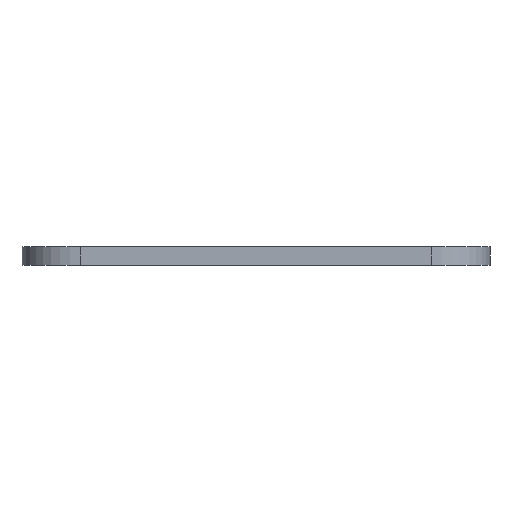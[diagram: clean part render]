
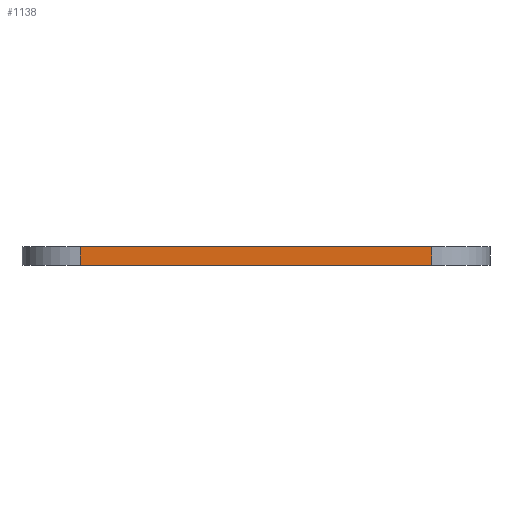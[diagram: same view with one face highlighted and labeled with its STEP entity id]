
A CAD part, left-side view. The second image highlights one B-rep face of the part: STEP entity #1138.
In plain terms, the highlighted planar face has unit normal (-1, 0, 0).
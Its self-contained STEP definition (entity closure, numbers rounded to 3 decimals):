
#43 = EDGE_CURVE ( 'NONE', #1135, #1005, #409, .T. ) ;
#72 = ORIENTED_EDGE ( 'NONE', *, *, #568, .T. ) ;
#82 = LINE ( 'NONE', #429, #1115 ) ;
#84 = CARTESIAN_POINT ( 'NONE',  ( -40., 40., 3.2 ) ) ;
#95 = EDGE_CURVE ( 'NONE', #1233, #1005, #82, .T. ) ;
#102 = CARTESIAN_POINT ( 'NONE',  ( -40., -30., 0. ) ) ;
#153 = LINE ( 'NONE', #247, #1184 ) ;
#166 = CARTESIAN_POINT ( 'NONE',  ( -40., -30., 3.2 ) ) ;
#215 = CARTESIAN_POINT ( 'NONE',  ( -40., 30., 3.2 ) ) ;
#247 = CARTESIAN_POINT ( 'NONE',  ( -40., 40., 0. ) ) ;
#281 = PLANE ( 'NONE',  #1077 ) ;
#349 = DIRECTION ( 'NONE',  ( 0., -1., 0. ) ) ;
#409 = LINE ( 'NONE', #1127, #678 ) ;
#423 = DIRECTION ( 'NONE',  ( 0., -1., 0. ) ) ;
#429 = CARTESIAN_POINT ( 'NONE',  ( -40., -30., 3.2 ) ) ;
#473 = CARTESIAN_POINT ( 'NONE',  ( -40., 30., 0. ) ) ;
#568 = EDGE_CURVE ( 'NONE', #1135, #968, #1248, .T. ) ;
#584 = DIRECTION ( 'NONE',  ( 1., 0., 0. ) ) ;
#631 = DIRECTION ( 'NONE',  ( 0., 0., 1. ) ) ;
#678 = VECTOR ( 'NONE', #423, 1000. ) ;
#699 = ORIENTED_EDGE ( 'NONE', *, *, #43, .F. ) ;
#826 = DIRECTION ( 'NONE',  ( 0., 0., -1. ) ) ;
#865 = EDGE_CURVE ( 'NONE', #968, #1233, #153, .T. ) ;
#896 = EDGE_LOOP ( 'NONE', ( #958, #1212, #699, #72 ) ) ;
#948 = FACE_OUTER_BOUND ( 'NONE', #896, .T. ) ;
#958 = ORIENTED_EDGE ( 'NONE', *, *, #865, .T. ) ;
#968 = VERTEX_POINT ( 'NONE', #473 ) ;
#1005 = VERTEX_POINT ( 'NONE', #166 ) ;
#1077 = AXIS2_PLACEMENT_3D ( 'NONE', #84, #584, #1290 ) ;
#1115 = VECTOR ( 'NONE', #631, 1000. ) ;
#1127 = CARTESIAN_POINT ( 'NONE',  ( -40., 40., 3.2 ) ) ;
#1135 = VERTEX_POINT ( 'NONE', #1285 ) ;
#1138 = ADVANCED_FACE ( 'NONE', ( #948 ), #281, .F. ) ;
#1184 = VECTOR ( 'NONE', #349, 1000. ) ;
#1212 = ORIENTED_EDGE ( 'NONE', *, *, #95, .T. ) ;
#1233 = VERTEX_POINT ( 'NONE', #102 ) ;
#1248 = LINE ( 'NONE', #215, #1288 ) ;
#1285 = CARTESIAN_POINT ( 'NONE',  ( -40., 30., 3.2 ) ) ;
#1288 = VECTOR ( 'NONE', #826, 1000. ) ;
#1290 = DIRECTION ( 'NONE',  ( 0., 1., 0. ) ) ;
